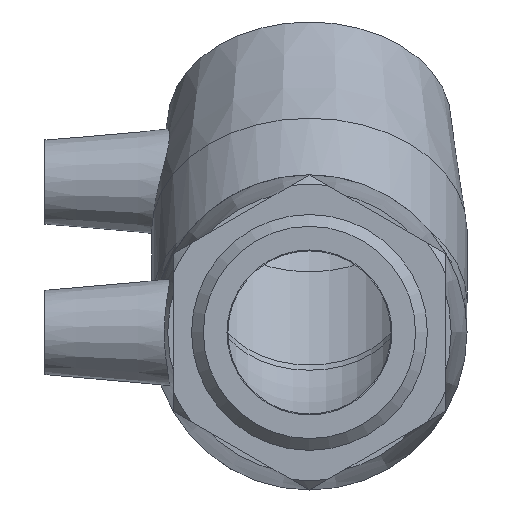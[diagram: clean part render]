
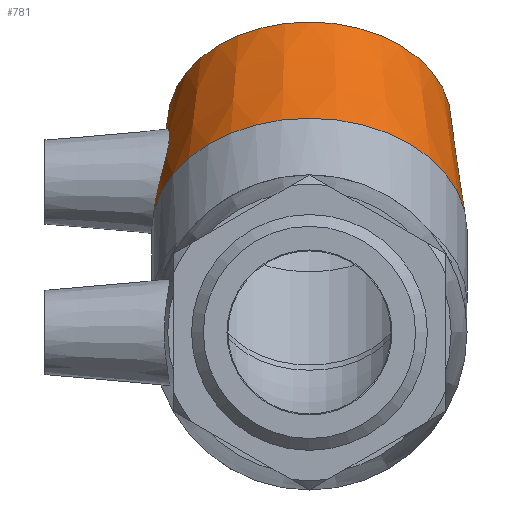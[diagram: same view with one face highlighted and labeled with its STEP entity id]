
A CAD part, left-side view. The second image highlights one B-rep face of the part: STEP entity #781.
In plain terms, the highlighted conical face has half-angle 5.921 degrees and reference radius 26.6 mm.
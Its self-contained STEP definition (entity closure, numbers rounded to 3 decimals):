
#15=B_SPLINE_CURVE_WITH_KNOTS('',3,(#1388,#1389,#1390,#1391,#1392,#1393,
#1394,#1395,#1396,#1397,#1398,#1399,#1400,#1401,#1402,#1403,#1404,#1405,
#1406,#1407,#1408,#1409,#1410,#1411,#1412,#1413,#1414,#1415,#1416,#1417,
#1418,#1419,#1420,#1421),.UNSPECIFIED.,.T.,.F.,(4,2,2,2,2,2,2,2,2,2,2,2,
2,2,2,2,4),(0.,0.344,0.687,1.034,1.38,
1.727,2.073,2.417,2.76,3.133,
3.505,3.868,4.231,4.595,4.958,
5.33,5.702),.UNSPECIFIED.);
#141=FACE_BOUND('',#284,.T.);
#142=FACE_BOUND('',#285,.T.);
#201=FACE_OUTER_BOUND('',#283,.T.);
#283=EDGE_LOOP('',(#688));
#284=EDGE_LOOP('',(#689));
#285=EDGE_LOOP('',(#690));
#346=CIRCLE('',#871,28.);
#350=CIRCLE('',#882,25.2);
#419=VERTEX_POINT('',#1383);
#420=VERTEX_POINT('',#1387);
#424=VERTEX_POINT('',#1433);
#512=EDGE_CURVE('',#419,#419,#346,.T.);
#514=EDGE_CURVE('',#420,#420,#15,.T.);
#518=EDGE_CURVE('',#424,#424,#350,.T.);
#688=ORIENTED_EDGE('',*,*,#512,.F.);
#689=ORIENTED_EDGE('',*,*,#514,.T.);
#690=ORIENTED_EDGE('',*,*,#518,.T.);
#732=CONICAL_SURFACE('',#883,26.6,5.921);
#781=ADVANCED_FACE('',(#201,#141,#142),#732,.T.);
#871=AXIS2_PLACEMENT_3D('',#1384,#1071,#1072);
#882=AXIS2_PLACEMENT_3D('',#1434,#1093,#1094);
#883=AXIS2_PLACEMENT_3D('',#1435,#1095,#1096);
#1071=DIRECTION('center_axis',(-0.707,0.,
-0.707));
#1072=DIRECTION('ref_axis',(-0.707,0.,0.707));
#1093=DIRECTION('center_axis',(-0.707,0.,
-0.707));
#1094=DIRECTION('ref_axis',(-0.707,0.,0.707));
#1095=DIRECTION('center_axis',(-0.707,0.,
-0.707));
#1096=DIRECTION('ref_axis',(0.,1.,0.));
#1383=CARTESIAN_POINT('',(18.262,28.,18.262));
#1384=CARTESIAN_POINT('Origin',(18.262,0.,
18.262));
#1387=CARTESIAN_POINT('',(33.686,25.,20.371));
#1388=CARTESIAN_POINT('Ctrl Pts',(33.686,25.,20.371));
#1389=CARTESIAN_POINT('Ctrl Pts',(34.462,24.89,21.206));
#1390=CARTESIAN_POINT('Ctrl Pts',(35.125,24.862,22.253));
#1391=CARTESIAN_POINT('Ctrl Pts',(35.975,24.966,24.525));
#1392=CARTESIAN_POINT('Ctrl Pts',(36.163,25.093,25.748));
#1393=CARTESIAN_POINT('Ctrl Pts',(36.102,25.355,28.033));
#1394=CARTESIAN_POINT('Ctrl Pts',(35.846,25.507,29.252));
#1395=CARTESIAN_POINT('Ctrl Pts',(34.876,25.726,31.499));
#1396=CARTESIAN_POINT('Ctrl Pts',(34.161,25.788,32.527));
#1397=CARTESIAN_POINT('Ctrl Pts',(32.527,25.788,34.161));
#1398=CARTESIAN_POINT('Ctrl Pts',(31.499,25.726,34.876));
#1399=CARTESIAN_POINT('Ctrl Pts',(29.252,25.507,35.846));
#1400=CARTESIAN_POINT('Ctrl Pts',(28.033,25.355,36.102));
#1401=CARTESIAN_POINT('Ctrl Pts',(25.748,25.093,36.163));
#1402=CARTESIAN_POINT('Ctrl Pts',(24.525,24.966,35.975));
#1403=CARTESIAN_POINT('Ctrl Pts',(22.253,24.862,35.125));
#1404=CARTESIAN_POINT('Ctrl Pts',(21.206,24.89,34.462));
#1405=CARTESIAN_POINT('Ctrl Pts',(19.466,25.12,32.845));
#1406=CARTESIAN_POINT('Ctrl Pts',(18.7,25.35,31.771));
#1407=CARTESIAN_POINT('Ctrl Pts',(17.69,25.936,29.419));
#1408=CARTESIAN_POINT('Ctrl Pts',(17.446,26.284,28.14));
#1409=CARTESIAN_POINT('Ctrl Pts',(17.445,26.888,25.764));
#1410=CARTESIAN_POINT('Ctrl Pts',(17.678,27.185,24.504));
#1411=CARTESIAN_POINT('Ctrl Pts',(18.643,27.599,22.166));
#1412=CARTESIAN_POINT('Ctrl Pts',(19.376,27.711,21.088));
#1413=CARTESIAN_POINT('Ctrl Pts',(21.088,27.711,19.376));
#1414=CARTESIAN_POINT('Ctrl Pts',(22.166,27.599,18.643));
#1415=CARTESIAN_POINT('Ctrl Pts',(24.504,27.185,17.678));
#1416=CARTESIAN_POINT('Ctrl Pts',(25.764,26.888,17.445));
#1417=CARTESIAN_POINT('Ctrl Pts',(28.14,26.284,17.446));
#1418=CARTESIAN_POINT('Ctrl Pts',(29.419,25.936,17.69));
#1419=CARTESIAN_POINT('Ctrl Pts',(31.771,25.35,18.7));
#1420=CARTESIAN_POINT('Ctrl Pts',(32.845,25.12,19.466));
#1421=CARTESIAN_POINT('Ctrl Pts',(33.686,25.,20.371));
#1433=CARTESIAN_POINT('',(37.354,25.2,37.354));
#1434=CARTESIAN_POINT('Origin',(37.354,0.,37.354));
#1435=CARTESIAN_POINT('Origin',(27.808,0.,
27.808));
